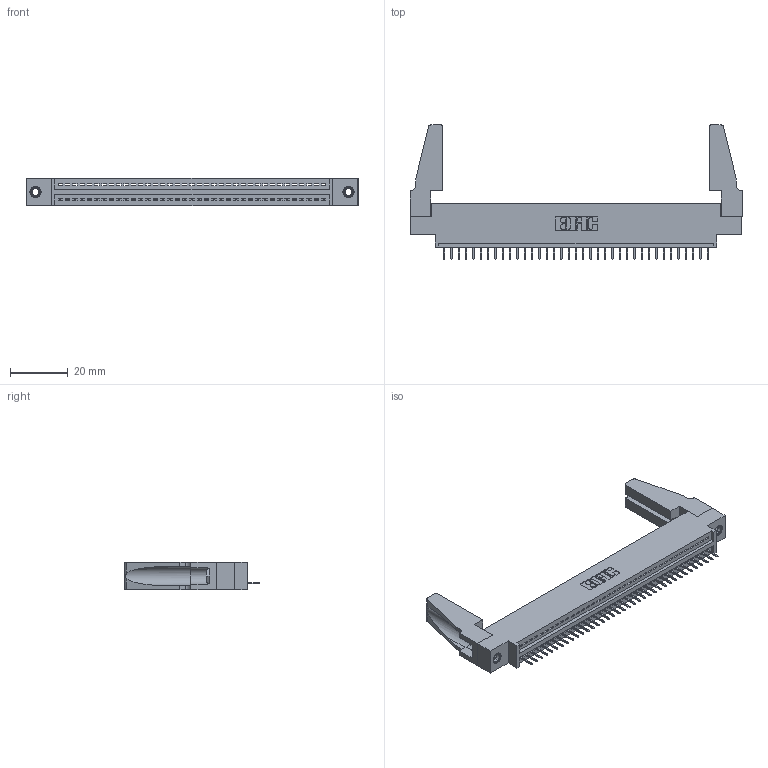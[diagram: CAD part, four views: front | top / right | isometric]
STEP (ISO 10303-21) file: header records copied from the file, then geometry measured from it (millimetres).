
FILE_DESCRIPTION (( 'STEP AP203' ), '1' );
FILE_NAME ('395-037-524-688.STEP', '2019-10-21T23:26:46', ( '' ), ( '' ), 'SwSTEP 2.0', 'SolidWorks 2016', '' );
FILE_SCHEMA (( 'CONFIG_CONTROL_DESIGN' ));
Length unit declared in the file: inch
Products named in the file (5): 345-250-001_345-250-001-102; 345-292-001_345-293-124; 345-220-078_345-220-088; 395-037-524-688; 345 Part_0.170 Offset - 0.156 Dia-TH
Assembly tree (42 placements, depth 2):
  395-037-524-688
    345 Part_0.170 Offset - 0.156 Dia-TH
    345-292-001_345-293-124  x37
    345-250-001_345-250-001-102  x2
    345-220-078_345-220-088  x2
Bounding box: 115.21 x 46.53 x 9.4 mm (x, y, z)
Volume: 13895.2 mm3; surface area: 16863.7 mm2
Topology: 42 solids, 42 shells, 2548 faces, 7327 edges, 4726 vertices
Faces by surface type: plane 1858, cylinder 674, cone 12, torus 4
Entity records: 30874 total; most frequent: CARTESIAN_POINT 5337, ORIENTED_EDGE 5268, DIRECTION 4676, EDGE_CURVE 2634, VECTOR 2316, LINE 2316, VERTEX_POINT 1746, AXIS2_PLACEMENT_3D 1180
